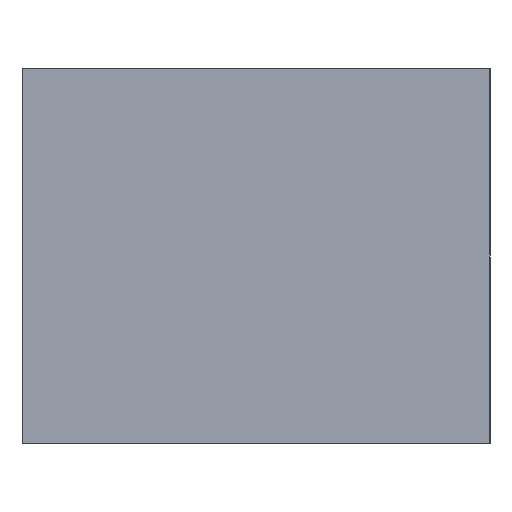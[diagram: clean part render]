
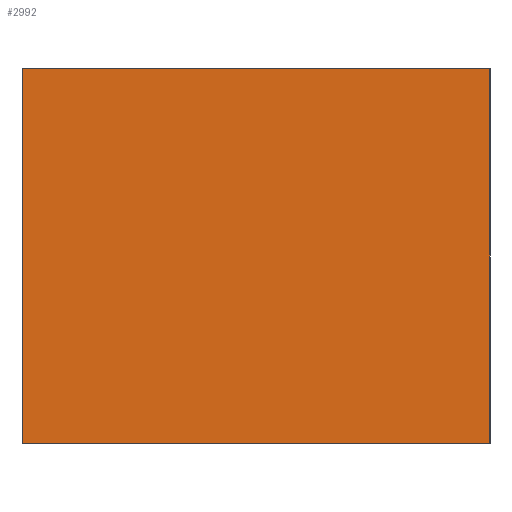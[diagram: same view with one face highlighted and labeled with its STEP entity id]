
A CAD part, left-side view. The second image highlights one B-rep face of the part: STEP entity #2992.
In plain terms, the highlighted planar face has unit normal (-1, 0, 0).
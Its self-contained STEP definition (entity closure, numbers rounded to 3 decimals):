
#44 = PLANE('',#45);
#45 = AXIS2_PLACEMENT_3D('',#46,#47,#48);
#46 = CARTESIAN_POINT('',(-40.,30.,0.));
#47 = DIRECTION('',(-0.,-0.,-1.));
#48 = DIRECTION('',(-1.,0.,0.));
#72 = PLANE('',#73);
#73 = AXIS2_PLACEMENT_3D('',#74,#75,#76);
#74 = CARTESIAN_POINT('',(11.245,40.,16.));
#75 = DIRECTION('',(0.,1.,0.));
#76 = DIRECTION('',(-1.,0.,0.));
#100 = PLANE('',#101);
#101 = AXIS2_PLACEMENT_3D('',#102,#103,#104);
#102 = CARTESIAN_POINT('',(-40.,30.,16.));
#103 = DIRECTION('',(-0.,-0.,-1.));
#104 = DIRECTION('',(-1.,0.,0.));
#126 = PLANE('',#127);
#127 = AXIS2_PLACEMENT_3D('',#128,#129,#130);
#128 = CARTESIAN_POINT('',(1.559,20.,16.));
#129 = DIRECTION('',(0.,1.,0.));
#130 = DIRECTION('',(-1.,0.,0.));
#143 = VERTEX_POINT('',#144);
#144 = CARTESIAN_POINT('',(-80.,20.,0.));
#165 = EDGE_CURVE('',#143,#166,#168,.T.);
#166 = VERTEX_POINT('',#167);
#167 = CARTESIAN_POINT('',(-80.,40.,0.));
#168 = SURFACE_CURVE('',#169,(#173,#180),.PCURVE_S1.);
#169 = LINE('',#170,#171);
#170 = CARTESIAN_POINT('',(-80.,0.,0.));
#171 = VECTOR('',#172,1.);
#172 = DIRECTION('',(0.,1.,0.));
#173 = PCURVE('',#44,#174);
#174 = DEFINITIONAL_REPRESENTATION('',(#175),#179);
#175 = LINE('',#176,#177);
#176 = CARTESIAN_POINT('',(40.,-30.));
#177 = VECTOR('',#178,1.);
#178 = DIRECTION('',(0.,1.));
#179 = ( GEOMETRIC_REPRESENTATION_CONTEXT(2) 
PARAMETRIC_REPRESENTATION_CONTEXT() REPRESENTATION_CONTEXT('2D SPACE',''
  ) );
#180 = PCURVE('',#181,#186);
#181 = PLANE('',#182);
#182 = AXIS2_PLACEMENT_3D('',#183,#184,#185);
#183 = CARTESIAN_POINT('',(-80.,0.,0.));
#184 = DIRECTION('',(-1.,0.,0.));
#185 = DIRECTION('',(0.,1.,0.));
#186 = DEFINITIONAL_REPRESENTATION('',(#187),#191);
#187 = LINE('',#188,#189);
#188 = CARTESIAN_POINT('',(0.,0.));
#189 = VECTOR('',#190,1.);
#190 = DIRECTION('',(1.,0.));
#191 = ( GEOMETRIC_REPRESENTATION_CONTEXT(2) 
PARAMETRIC_REPRESENTATION_CONTEXT() REPRESENTATION_CONTEXT('2D SPACE',''
  ) );
#393 = VERTEX_POINT('',#394);
#394 = CARTESIAN_POINT('',(-80.,20.,16.));
#417 = EDGE_CURVE('',#393,#143,#418,.T.);
#418 = SURFACE_CURVE('',#419,(#423,#430),.PCURVE_S1.);
#419 = LINE('',#420,#421);
#420 = CARTESIAN_POINT('',(-80.,20.,8.));
#421 = VECTOR('',#422,1.);
#422 = DIRECTION('',(0.,0.,-1.));
#423 = PCURVE('',#126,#424);
#424 = DEFINITIONAL_REPRESENTATION('',(#425),#429);
#425 = LINE('',#426,#427);
#426 = CARTESIAN_POINT('',(81.559,-8.));
#427 = VECTOR('',#428,1.);
#428 = DIRECTION('',(0.,-1.));
#429 = ( GEOMETRIC_REPRESENTATION_CONTEXT(2) 
PARAMETRIC_REPRESENTATION_CONTEXT() REPRESENTATION_CONTEXT('2D SPACE',''
  ) );
#430 = PCURVE('',#181,#431);
#431 = DEFINITIONAL_REPRESENTATION('',(#432),#436);
#432 = LINE('',#433,#434);
#433 = CARTESIAN_POINT('',(20.,-8.));
#434 = VECTOR('',#435,1.);
#435 = DIRECTION('',(0.,1.));
#436 = ( GEOMETRIC_REPRESENTATION_CONTEXT(2) 
PARAMETRIC_REPRESENTATION_CONTEXT() REPRESENTATION_CONTEXT('2D SPACE',''
  ) );
#443 = EDGE_CURVE('',#393,#444,#446,.T.);
#444 = VERTEX_POINT('',#445);
#445 = CARTESIAN_POINT('',(-80.,40.,16.));
#446 = SURFACE_CURVE('',#447,(#451,#458),.PCURVE_S1.);
#447 = LINE('',#448,#449);
#448 = CARTESIAN_POINT('',(-80.,0.,16.));
#449 = VECTOR('',#450,1.);
#450 = DIRECTION('',(0.,1.,0.));
#451 = PCURVE('',#100,#452);
#452 = DEFINITIONAL_REPRESENTATION('',(#453),#457);
#453 = LINE('',#454,#455);
#454 = CARTESIAN_POINT('',(40.,-30.));
#455 = VECTOR('',#456,1.);
#456 = DIRECTION('',(0.,1.));
#457 = ( GEOMETRIC_REPRESENTATION_CONTEXT(2) 
PARAMETRIC_REPRESENTATION_CONTEXT() REPRESENTATION_CONTEXT('2D SPACE',''
  ) );
#458 = PCURVE('',#181,#459);
#459 = DEFINITIONAL_REPRESENTATION('',(#460),#464);
#460 = LINE('',#461,#462);
#461 = CARTESIAN_POINT('',(0.,-16.));
#462 = VECTOR('',#463,1.);
#463 = DIRECTION('',(1.,0.));
#464 = ( GEOMETRIC_REPRESENTATION_CONTEXT(2) 
PARAMETRIC_REPRESENTATION_CONTEXT() REPRESENTATION_CONTEXT('2D SPACE',''
  ) );
#2972 = EDGE_CURVE('',#444,#166,#2973,.T.);
#2973 = SURFACE_CURVE('',#2974,(#2978,#2985),.PCURVE_S1.);
#2974 = LINE('',#2975,#2976);
#2975 = CARTESIAN_POINT('',(-80.,40.,8.));
#2976 = VECTOR('',#2977,1.);
#2977 = DIRECTION('',(0.,0.,-1.));
#2978 = PCURVE('',#72,#2979);
#2979 = DEFINITIONAL_REPRESENTATION('',(#2980),#2984);
#2980 = LINE('',#2981,#2982);
#2981 = CARTESIAN_POINT('',(91.245,-8.));
#2982 = VECTOR('',#2983,1.);
#2983 = DIRECTION('',(0.,-1.));
#2984 = ( GEOMETRIC_REPRESENTATION_CONTEXT(2) 
PARAMETRIC_REPRESENTATION_CONTEXT() REPRESENTATION_CONTEXT('2D SPACE',''
  ) );
#2985 = PCURVE('',#181,#2986);
#2986 = DEFINITIONAL_REPRESENTATION('',(#2987),#2991);
#2987 = LINE('',#2988,#2989);
#2988 = CARTESIAN_POINT('',(40.,-8.));
#2989 = VECTOR('',#2990,1.);
#2990 = DIRECTION('',(0.,1.));
#2991 = ( GEOMETRIC_REPRESENTATION_CONTEXT(2) 
PARAMETRIC_REPRESENTATION_CONTEXT() REPRESENTATION_CONTEXT('2D SPACE',''
  ) );
#2992 = ADVANCED_FACE('',(#2993),#181,.T.);
#2993 = FACE_BOUND('',#2994,.T.);
#2994 = EDGE_LOOP('',(#2995,#2996,#2997,#2998));
#2995 = ORIENTED_EDGE('',*,*,#165,.F.);
#2996 = ORIENTED_EDGE('',*,*,#417,.F.);
#2997 = ORIENTED_EDGE('',*,*,#443,.T.);
#2998 = ORIENTED_EDGE('',*,*,#2972,.T.);
